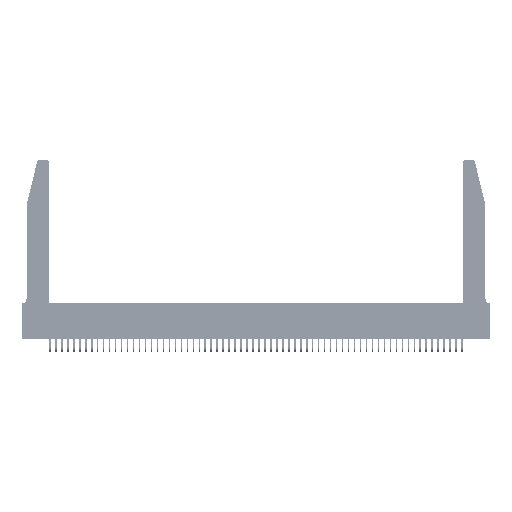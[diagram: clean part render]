
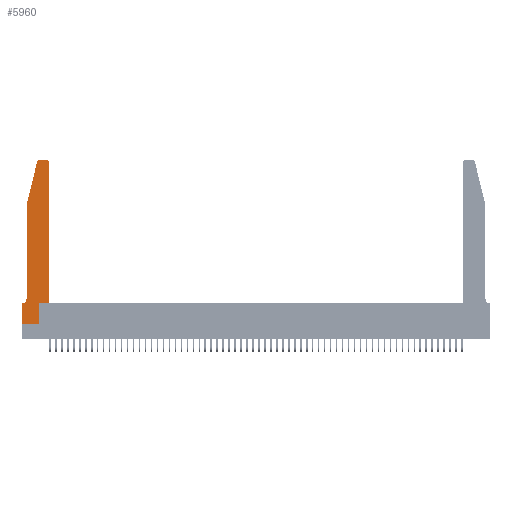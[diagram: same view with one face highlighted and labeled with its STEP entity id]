
A CAD part, top view. The second image highlights one B-rep face of the part: STEP entity #5960.
In plain terms, the highlighted planar face has unit normal (0, 0, 1).
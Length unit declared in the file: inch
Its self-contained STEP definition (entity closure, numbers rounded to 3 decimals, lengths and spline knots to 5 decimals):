
#918 = VECTOR ( 'NONE', #32594, 39.37008 ) ;
#1417 = EDGE_CURVE ( 'NONE', #7614, #49614, #27970, .T. ) ;
#1550 = CARTESIAN_POINT ( 'NONE',  ( 0., 0., 0.37 ) ) ;
#2067 = EDGE_CURVE ( 'NONE', #27175, #45105, #52131, .T. ) ;
#2152 = VECTOR ( 'NONE', #5854, 39.37008 ) ;
#2249 = VECTOR ( 'NONE', #55632, 39.37008 ) ;
#2360 = LINE ( 'NONE', #19104, #918 ) ;
#3256 = LINE ( 'NONE', #55715, #27009 ) ;
#3546 = EDGE_CURVE ( 'NONE', #45105, #49903, #3256, .T. ) ;
#3885 = AXIS2_PLACEMENT_3D ( 'NONE', #24437, #55439, #28923 ) ;
#5574 = ORIENTED_EDGE ( 'NONE', *, *, #50998, .T. ) ;
#5854 = DIRECTION ( 'NONE',  ( 0., -1., 0. ) ) ;
#5960 = ADVANCED_FACE ( 'NONE', ( #52356 ), #23666, .T. ) ;
#6294 = VERTEX_POINT ( 'NONE', #48223 ) ;
#6722 = EDGE_CURVE ( 'NONE', #13106, #44235, #23203, .T. ) ;
#6838 = CARTESIAN_POINT ( 'NONE',  ( 0.2865, 0., 0.37 ) ) ;
#7614 = VERTEX_POINT ( 'NONE', #13500 ) ;
#9152 = LINE ( 'NONE', #34425, #43307 ) ;
#9755 = EDGE_CURVE ( 'NONE', #44235, #6294, #27291, .T. ) ;
#10389 = DIRECTION ( 'NONE',  ( 0., 0., 1. ) ) ;
#10598 = LINE ( 'NONE', #19837, #34383 ) ;
#10645 = ORIENTED_EDGE ( 'NONE', *, *, #1417, .T. ) ;
#11348 = VECTOR ( 'NONE', #38722, 39.37008 ) ;
#11359 = CARTESIAN_POINT ( 'NONE',  ( 0.0055, 0.35, 0.37 ) ) ;
#12611 = LINE ( 'NONE', #55889, #45243 ) ;
#12664 = CARTESIAN_POINT ( 'NONE',  ( 0.4505, 0.35, 0.37 ) ) ;
#13106 = VERTEX_POINT ( 'NONE', #11359 ) ;
#13500 = CARTESIAN_POINT ( 'NONE',  ( 0.4505, 2.72, 0.37 ) ) ;
#13502 = VERTEX_POINT ( 'NONE', #27523 ) ;
#14359 = CARTESIAN_POINT ( 'NONE',  ( 0.4205, 2.72, 0.37 ) ) ;
#14837 = AXIS2_PLACEMENT_3D ( 'NONE', #24509, #55506, #28995 ) ;
#16103 = ORIENTED_EDGE ( 'NONE', *, *, #21629, .T. ) ;
#16964 = ORIENTED_EDGE ( 'NONE', *, *, #45200, .T. ) ;
#18824 = DIRECTION ( 'NONE',  ( 1., 0., 0. ) ) ;
#19104 = CARTESIAN_POINT ( 'NONE',  ( 0.4505, 0.35, 0.37 ) ) ;
#19662 = CARTESIAN_POINT ( 'NONE',  ( 0., 0.35, 0.37 ) ) ;
#19837 = CARTESIAN_POINT ( 'NONE',  ( 0.2605, 2.75, 0.37 ) ) ;
#20103 = CARTESIAN_POINT ( 'NONE',  ( 0.0755, 2., 0.37 ) ) ;
#21629 = EDGE_CURVE ( 'NONE', #49614, #13502, #10598, .T. ) ;
#21831 = AXIS2_PLACEMENT_3D ( 'NONE', #14359, #45423, #18824 ) ;
#22452 = ORIENTED_EDGE ( 'NONE', *, *, #3546, .T. ) ;
#23203 = LINE ( 'NONE', #51838, #11348 ) ;
#23666 = PLANE ( 'NONE',  #25351 ) ;
#24437 = CARTESIAN_POINT ( 'NONE',  ( 0.284, 2.72, 0.37 ) ) ;
#24509 = CARTESIAN_POINT ( 'NONE',  ( 0.0055, 0.42, 0.37 ) ) ;
#25239 = ORIENTED_EDGE ( 'NONE', *, *, #6722, .T. ) ;
#25351 = AXIS2_PLACEMENT_3D ( 'NONE', #37126, #10389, #41555 ) ;
#27009 = VECTOR ( 'NONE', #33698, 39.37008 ) ;
#27175 = VERTEX_POINT ( 'NONE', #6838 ) ;
#27291 = LINE ( 'NONE', #1550, #2152 ) ;
#27523 = CARTESIAN_POINT ( 'NONE',  ( 0.284, 2.75, 0.37 ) ) ;
#27881 = ORIENTED_EDGE ( 'NONE', *, *, #46106, .T. ) ;
#27970 = CIRCLE ( 'NONE', #21831, 0.03 ) ;
#28371 = EDGE_CURVE ( 'NONE', #36623, #13106, #30019, .T. ) ;
#28587 = VECTOR ( 'NONE', #31859, 39.37008 ) ;
#28923 = DIRECTION ( 'NONE',  ( 1., 0., 0. ) ) ;
#28995 = DIRECTION ( 'NONE',  ( -1., 0., 0. ) ) ;
#29403 = DIRECTION ( 'NONE',  ( 0., -1., 0. ) ) ;
#29452 = ORIENTED_EDGE ( 'NONE', *, *, #9755, .T. ) ;
#30019 = CIRCLE ( 'NONE', #14837, 0.07 ) ;
#30400 = VERTEX_POINT ( 'NONE', #36709 ) ;
#31859 = DIRECTION ( 'NONE',  ( 0., 1., 0. ) ) ;
#32594 = DIRECTION ( 'NONE',  ( 0., 1., 0. ) ) ;
#32971 = ORIENTED_EDGE ( 'NONE', *, *, #2067, .T. ) ;
#33698 = DIRECTION ( 'NONE',  ( 1., 0., 0. ) ) ;
#33929 = VERTEX_POINT ( 'NONE', #45857 ) ;
#34174 = ORIENTED_EDGE ( 'NONE', *, *, #51049, .T. ) ;
#34383 = VECTOR ( 'NONE', #50887, 39.37008 ) ;
#34425 = CARTESIAN_POINT ( 'NONE',  ( 0., 0., 0.37 ) ) ;
#35687 = ORIENTED_EDGE ( 'NONE', *, *, #28371, .T. ) ;
#36293 = CARTESIAN_POINT ( 'NONE',  ( 0.2865, 0.35, 0.37 ) ) ;
#36623 = VERTEX_POINT ( 'NONE', #56583 ) ;
#36709 = CARTESIAN_POINT ( 'NONE',  ( 0.0755, 2., 0.37 ) ) ;
#37126 = CARTESIAN_POINT ( 'NONE',  ( 0., 0.35, 0.37 ) ) ;
#37836 = LINE ( 'NONE', #20103, #2249 ) ;
#38722 = DIRECTION ( 'NONE',  ( -1., 0., 0. ) ) ;
#40783 = EDGE_CURVE ( 'NONE', #6294, #27175, #9152, .T. ) ;
#41555 = DIRECTION ( 'NONE',  ( 1., 0., 0. ) ) ;
#43290 = DIRECTION ( 'NONE',  ( 1., 0., 0. ) ) ;
#43307 = VECTOR ( 'NONE', #43290, 39.37008 ) ;
#44235 = VERTEX_POINT ( 'NONE', #19662 ) ;
#45105 = VERTEX_POINT ( 'NONE', #36293 ) ;
#45200 = EDGE_CURVE ( 'NONE', #49903, #7614, #2360, .T. ) ;
#45243 = VECTOR ( 'NONE', #29403, 39.37008 ) ;
#45347 = ORIENTED_EDGE ( 'NONE', *, *, #40783, .T. ) ;
#45423 = DIRECTION ( 'NONE',  ( 0., 0., 1. ) ) ;
#45857 = CARTESIAN_POINT ( 'NONE',  ( 0.25487, 2.72718, 0.37 ) ) ;
#46106 = EDGE_CURVE ( 'NONE', #30400, #36623, #12611, .T. ) ;
#48223 = CARTESIAN_POINT ( 'NONE',  ( 0., 0., 0.37 ) ) ;
#49614 = VERTEX_POINT ( 'NONE', #53815 ) ;
#49903 = VERTEX_POINT ( 'NONE', #12664 ) ;
#50500 = EDGE_LOOP ( 'NONE', ( #16103, #5574, #34174, #27881, #35687, #25239, #29452, #45347, #32971, #22452, #16964, #10645 ) ) ;
#50887 = DIRECTION ( 'NONE',  ( -1., 0., 0. ) ) ;
#50947 = CIRCLE ( 'NONE', #3885, 0.03 ) ;
#50998 = EDGE_CURVE ( 'NONE', #13502, #33929, #50947, .T. ) ;
#51049 = EDGE_CURVE ( 'NONE', #33929, #30400, #37836, .T. ) ;
#51838 = CARTESIAN_POINT ( 'NONE',  ( 0.0755, 0.35, 0.37 ) ) ;
#52131 = LINE ( 'NONE', #53881, #28587 ) ;
#52356 = FACE_OUTER_BOUND ( 'NONE', #50500, .T. ) ;
#53815 = CARTESIAN_POINT ( 'NONE',  ( 0.4205, 2.75, 0.37 ) ) ;
#53881 = CARTESIAN_POINT ( 'NONE',  ( 0.2865, 0.35, 0.37 ) ) ;
#55439 = DIRECTION ( 'NONE',  ( 0., 0., 1. ) ) ;
#55506 = DIRECTION ( 'NONE',  ( 0., 0., -1. ) ) ;
#55632 = DIRECTION ( 'NONE',  ( -0.239, -0.971, 0. ) ) ;
#55715 = CARTESIAN_POINT ( 'NONE',  ( 0.4505, 0.35, 0.37 ) ) ;
#55889 = CARTESIAN_POINT ( 'NONE',  ( 0.0755, 2., 0.37 ) ) ;
#56583 = CARTESIAN_POINT ( 'NONE',  ( 0.0755, 0.42, 0.37 ) ) ;
